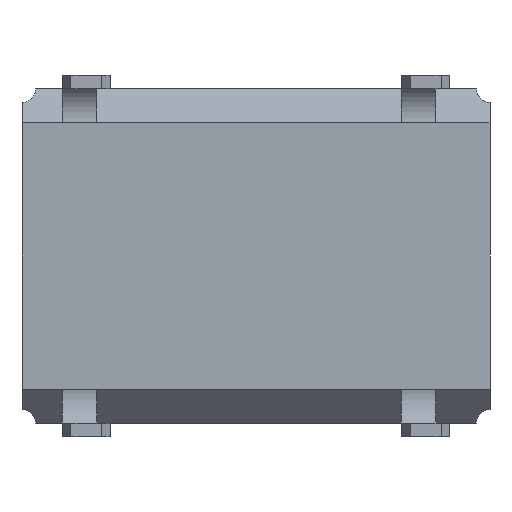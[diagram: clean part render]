
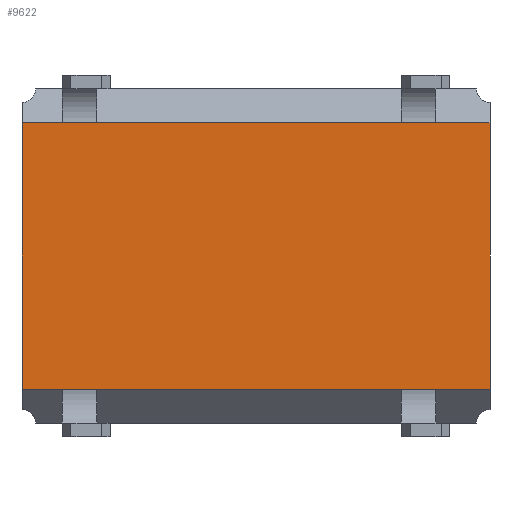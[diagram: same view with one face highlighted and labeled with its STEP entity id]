
A CAD part, front view. The second image highlights one B-rep face of the part: STEP entity #9622.
In plain terms, the highlighted planar face has unit normal (0, -1, 0).
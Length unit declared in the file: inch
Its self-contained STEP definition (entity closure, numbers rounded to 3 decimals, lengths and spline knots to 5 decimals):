
#63 = VECTOR ( 'NONE', #8433, 39.37008 ) ;
#310 = ORIENTED_EDGE ( 'NONE', *, *, #7940, .F. ) ;
#449 = VECTOR ( 'NONE', #3547, 39.37008 ) ;
#760 = EDGE_CURVE ( 'NONE', #2165, #10637, #13731, .T. ) ;
#975 = LINE ( 'NONE', #3523, #6295 ) ;
#1757 = VECTOR ( 'NONE', #8858, 39.37008 ) ;
#2016 = LINE ( 'NONE', #7664, #10988 ) ;
#2064 = EDGE_CURVE ( 'NONE', #15524, #7671, #7571, .T. ) ;
#2165 = VERTEX_POINT ( 'NONE', #2178 ) ;
#2178 = CARTESIAN_POINT ( 'NONE',  ( -1.60862, -0.14289, 1.05094 ) ) ;
#2849 = CARTESIAN_POINT ( 'NONE',  ( -1.55628, -0.14289, 1.07094 ) ) ;
#3434 = CARTESIAN_POINT ( 'NONE',  ( -1.83228, -0.14289, 1.07094 ) ) ;
#3523 = CARTESIAN_POINT ( 'NONE',  ( -1.56428, -0.14289, 0.89394 ) ) ;
#3547 = DIRECTION ( 'NONE',  ( -1., 0., 0. ) ) ;
#3598 = CARTESIAN_POINT ( 'NONE',  ( -1.55628, -0.14289, 1.05094 ) ) ;
#3700 = EDGE_CURVE ( 'NONE', #13739, #11817, #975, .T. ) ;
#3744 = ORIENTED_EDGE ( 'NONE', *, *, #7402, .T. ) ;
#4289 = VERTEX_POINT ( 'NONE', #11326 ) ;
#4317 = DIRECTION ( 'NONE',  ( -1., 0., 0. ) ) ;
#4356 = FACE_OUTER_BOUND ( 'NONE', #17350, .T. ) ;
#4586 = VECTOR ( 'NONE', #10941, 39.37008 ) ;
#4728 = CARTESIAN_POINT ( 'NONE',  ( -1.58823, -0.14289, 1.05094 ) ) ;
#4730 = CARTESIAN_POINT ( 'NONE',  ( -1.83228, -0.14289, 1.07094 ) ) ;
#4741 = DIRECTION ( 'NONE',  ( 1., 0., 0. ) ) ;
#6295 = VECTOR ( 'NONE', #9384, 39.37008 ) ;
#7071 = LINE ( 'NONE', #2849, #63 ) ;
#7375 = ORIENTED_EDGE ( 'NONE', *, *, #2064, .T. ) ;
#7402 = EDGE_CURVE ( 'NONE', #2165, #15524, #13207, .T. ) ;
#7571 = LINE ( 'NONE', #4730, #1757 ) ;
#7664 = CARTESIAN_POINT ( 'NONE',  ( -1.64215, -0.14289, 0.89394 ) ) ;
#7671 = VERTEX_POINT ( 'NONE', #8096 ) ;
#7859 = CARTESIAN_POINT ( 'NONE',  ( -1.56428, -0.14289, 0.89394 ) ) ;
#7940 = EDGE_CURVE ( 'NONE', #12265, #11817, #7071, .T. ) ;
#8096 = CARTESIAN_POINT ( 'NONE',  ( -1.83228, -0.14289, 0.89394 ) ) ;
#8286 = CARTESIAN_POINT ( 'NONE',  ( -1.64215, -0.14289, 1.05094 ) ) ;
#8433 = DIRECTION ( 'NONE',  ( 0., 0., -1. ) ) ;
#8858 = DIRECTION ( 'NONE',  ( 0., 0., -1. ) ) ;
#8924 = DIRECTION ( 'NONE',  ( 0., 0., 1. ) ) ;
#9034 = VECTOR ( 'NONE', #4317, 39.37008 ) ;
#9384 = DIRECTION ( 'NONE',  ( 1., 0., 0. ) ) ;
#9622 = ADVANCED_FACE ( 'NONE', ( #4356 ), #9751, .F. ) ;
#9751 = PLANE ( 'NONE',  #11322 ) ;
#9985 = CARTESIAN_POINT ( 'NONE',  ( -1.55628, -0.14289, 0.89394 ) ) ;
#10033 = DIRECTION ( 'NONE',  ( 0., 1., 0. ) ) ;
#10637 = VERTEX_POINT ( 'NONE', #4728 ) ;
#10941 = DIRECTION ( 'NONE',  ( 1., 0., 0. ) ) ;
#10988 = VECTOR ( 'NONE', #15840, 39.37008 ) ;
#11322 = AXIS2_PLACEMENT_3D ( 'NONE', #3434, #10033, #8924 ) ;
#11326 = CARTESIAN_POINT ( 'NONE',  ( -1.60862, -0.14289, 0.89394 ) ) ;
#11817 = VERTEX_POINT ( 'NONE', #9985 ) ;
#11973 = LINE ( 'NONE', #7859, #13549 ) ;
#12026 = EDGE_CURVE ( 'NONE', #4289, #13739, #2016, .T. ) ;
#12239 = CARTESIAN_POINT ( 'NONE',  ( -1.83228, -0.14289, 1.05094 ) ) ;
#12265 = VERTEX_POINT ( 'NONE', #3598 ) ;
#12266 = LINE ( 'NONE', #16428, #9034 ) ;
#12725 = EDGE_CURVE ( 'NONE', #7671, #4289, #11973, .T. ) ;
#13207 = LINE ( 'NONE', #14482, #449 ) ;
#13474 = ORIENTED_EDGE ( 'NONE', *, *, #14632, .T. ) ;
#13549 = VECTOR ( 'NONE', #4741, 39.37008 ) ;
#13731 = LINE ( 'NONE', #8286, #4586 ) ;
#13739 = VERTEX_POINT ( 'NONE', #17177 ) ;
#14105 = ORIENTED_EDGE ( 'NONE', *, *, #12725, .T. ) ;
#14482 = CARTESIAN_POINT ( 'NONE',  ( -1.83228, -0.14289, 1.05094 ) ) ;
#14632 = EDGE_CURVE ( 'NONE', #12265, #10637, #12266, .T. ) ;
#15017 = ORIENTED_EDGE ( 'NONE', *, *, #3700, .T. ) ;
#15450 = ORIENTED_EDGE ( 'NONE', *, *, #760, .F. ) ;
#15524 = VERTEX_POINT ( 'NONE', #12239 ) ;
#15840 = DIRECTION ( 'NONE',  ( 1., 0., 0. ) ) ;
#16428 = CARTESIAN_POINT ( 'NONE',  ( -1.83228, -0.14289, 1.05094 ) ) ;
#17177 = CARTESIAN_POINT ( 'NONE',  ( -1.58823, -0.14289, 0.89394 ) ) ;
#17350 = EDGE_LOOP ( 'NONE', ( #310, #13474, #15450, #3744, #7375, #14105, #17806, #15017 ) ) ;
#17806 = ORIENTED_EDGE ( 'NONE', *, *, #12026, .T. ) ;
